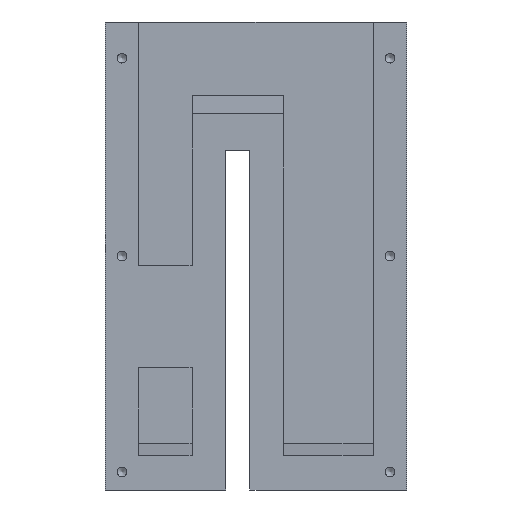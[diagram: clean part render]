
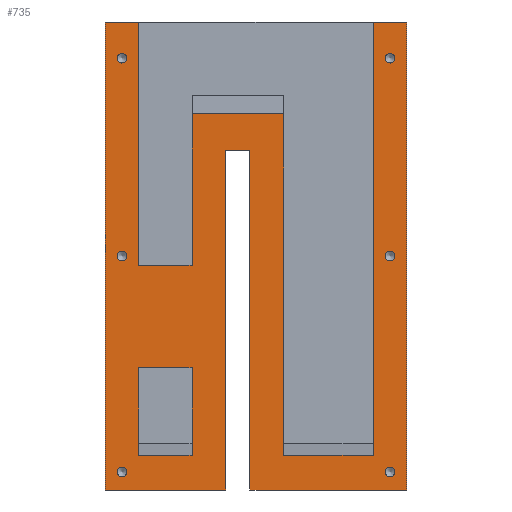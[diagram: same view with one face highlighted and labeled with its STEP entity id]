
A CAD part, left-side view. The second image highlights one B-rep face of the part: STEP entity #735.
In plain terms, the highlighted planar face has unit normal (-1, 0, 0).
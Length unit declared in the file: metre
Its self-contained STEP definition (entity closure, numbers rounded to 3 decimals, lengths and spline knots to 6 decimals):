
#17=LINE('',#1076,#77);
#20=LINE('',#1082,#80);
#22=LINE('',#1088,#82);
#23=LINE('',#1090,#83);
#40=LINE('',#1137,#100);
#43=LINE('',#1143,#103);
#45=LINE('',#1147,#105);
#47=LINE('',#1151,#107);
#50=LINE('',#1157,#110);
#53=LINE('',#1163,#113);
#54=LINE('',#1165,#114);
#55=LINE('',#1167,#115);
#59=LINE('',#1175,#119);
#61=LINE('',#1179,#121);
#63=LINE('',#1183,#123);
#64=LINE('',#1185,#124);
#67=LINE('',#1191,#127);
#69=LINE('',#1195,#129);
#70=LINE('',#1197,#130);
#71=LINE('',#1198,#131);
#77=VECTOR('',#875,1.);
#80=VECTOR('',#880,1.);
#82=VECTOR('',#886,1.);
#83=VECTOR('',#889,1.);
#100=VECTOR('',#926,1.);
#103=VECTOR('',#931,1.);
#105=VECTOR('',#935,1.);
#107=VECTOR('',#939,1.);
#110=VECTOR('',#944,1.);
#113=VECTOR('',#949,1.);
#114=VECTOR('',#952,1.);
#115=VECTOR('',#955,1.);
#119=VECTOR('',#961,1.);
#121=VECTOR('',#965,1.);
#123=VECTOR('',#969,1.);
#124=VECTOR('',#972,1.);
#127=VECTOR('',#977,1.);
#129=VECTOR('',#981,1.);
#130=VECTOR('',#984,1.);
#131=VECTOR('',#985,1.);
#168=PLANE('',#807);
#297=ORIENTED_EDGE('',*,*,#415,.T.);
#298=ORIENTED_EDGE('',*,*,#416,.T.);
#299=ORIENTED_EDGE('',*,*,#417,.T.);
#300=ORIENTED_EDGE('',*,*,#418,.T.);
#301=ORIENTED_EDGE('',*,*,#419,.T.);
#302=ORIENTED_EDGE('',*,*,#420,.T.);
#303=ORIENTED_EDGE('',*,*,#410,.T.);
#304=ORIENTED_EDGE('',*,*,#407,.T.);
#305=ORIENTED_EDGE('',*,*,#414,.F.);
#306=ORIENTED_EDGE('',*,*,#393,.F.);
#307=ORIENTED_EDGE('',*,*,#396,.F.);
#308=ORIENTED_EDGE('',*,*,#397,.T.);
#309=ORIENTED_EDGE('',*,*,#390,.T.);
#310=ORIENTED_EDGE('',*,*,#386,.F.);
#311=ORIENTED_EDGE('',*,*,#383,.T.);
#312=ORIENTED_EDGE('',*,*,#388,.T.);
#313=ORIENTED_EDGE('',*,*,#413,.F.);
#314=ORIENTED_EDGE('',*,*,#402,.F.);
#315=ORIENTED_EDGE('',*,*,#404,.T.);
#316=ORIENTED_EDGE('',*,*,#398,.T.);
#317=ORIENTED_EDGE('',*,*,#406,.F.);
#318=ORIENTED_EDGE('',*,*,#412,.F.);
#319=ORIENTED_EDGE('',*,*,#362,.T.);
#320=ORIENTED_EDGE('',*,*,#355,.F.);
#321=ORIENTED_EDGE('',*,*,#361,.F.);
#322=ORIENTED_EDGE('',*,*,#358,.F.);
#355=EDGE_CURVE('',#544,#545,#17,.T.);
#358=EDGE_CURVE('',#546,#547,#20,.T.);
#361=EDGE_CURVE('',#547,#544,#22,.T.);
#362=EDGE_CURVE('',#546,#545,#23,.T.);
#383=EDGE_CURVE('',#569,#570,#40,.T.);
#386=EDGE_CURVE('',#569,#571,#43,.T.);
#388=EDGE_CURVE('',#570,#572,#45,.T.);
#390=EDGE_CURVE('',#573,#571,#47,.T.);
#393=EDGE_CURVE('',#574,#575,#50,.T.);
#396=EDGE_CURVE('',#576,#574,#53,.T.);
#397=EDGE_CURVE('',#576,#573,#54,.T.);
#398=EDGE_CURVE('',#577,#578,#55,.T.);
#402=EDGE_CURVE('',#579,#580,#59,.T.);
#404=EDGE_CURVE('',#579,#577,#61,.T.);
#406=EDGE_CURVE('',#581,#578,#63,.T.);
#407=EDGE_CURVE('',#582,#583,#64,.T.);
#410=EDGE_CURVE('',#584,#582,#67,.T.);
#412=EDGE_CURVE('',#584,#581,#69,.T.);
#413=EDGE_CURVE('',#580,#572,#70,.T.);
#414=EDGE_CURVE('',#575,#583,#71,.T.);
#415=EDGE_CURVE('',#585,#585,#441,.T.);
#416=EDGE_CURVE('',#586,#586,#442,.T.);
#417=EDGE_CURVE('',#587,#587,#443,.T.);
#418=EDGE_CURVE('',#588,#588,#444,.T.);
#419=EDGE_CURVE('',#589,#589,#445,.T.);
#420=EDGE_CURVE('',#590,#590,#446,.T.);
#441=CIRCLE('',#808,0.002);
#442=CIRCLE('',#809,0.002);
#443=CIRCLE('',#810,0.002);
#444=CIRCLE('',#811,0.002);
#445=CIRCLE('',#812,0.002);
#446=CIRCLE('',#813,0.002);
#503=EDGE_LOOP('',(#297));
#504=EDGE_LOOP('',(#298));
#505=EDGE_LOOP('',(#299));
#506=EDGE_LOOP('',(#300));
#507=EDGE_LOOP('',(#301));
#508=EDGE_LOOP('',(#302));
#509=EDGE_LOOP('',(#303,#304,#305,#306,#307,#308,#309,#310,#311,#312,#313,
#314,#315,#316,#317,#318));
#510=EDGE_LOOP('',(#319,#320,#321,#322));
#544=VERTEX_POINT('',#1075);
#545=VERTEX_POINT('',#1077);
#546=VERTEX_POINT('',#1081);
#547=VERTEX_POINT('',#1083);
#569=VERTEX_POINT('',#1138);
#570=VERTEX_POINT('',#1139);
#571=VERTEX_POINT('',#1144);
#572=VERTEX_POINT('',#1148);
#573=VERTEX_POINT('',#1152);
#574=VERTEX_POINT('',#1156);
#575=VERTEX_POINT('',#1158);
#576=VERTEX_POINT('',#1162);
#577=VERTEX_POINT('',#1168);
#578=VERTEX_POINT('',#1169);
#579=VERTEX_POINT('',#1174);
#580=VERTEX_POINT('',#1176);
#581=VERTEX_POINT('',#1182);
#582=VERTEX_POINT('',#1186);
#583=VERTEX_POINT('',#1187);
#584=VERTEX_POINT('',#1192);
#585=VERTEX_POINT('',#1201);
#586=VERTEX_POINT('',#1203);
#587=VERTEX_POINT('',#1205);
#588=VERTEX_POINT('',#1207);
#589=VERTEX_POINT('',#1209);
#590=VERTEX_POINT('',#1211);
#663=FACE_BOUND('',#503,.T.);
#664=FACE_BOUND('',#504,.T.);
#665=FACE_BOUND('',#505,.T.);
#666=FACE_BOUND('',#506,.T.);
#667=FACE_BOUND('',#507,.T.);
#668=FACE_BOUND('',#508,.T.);
#669=FACE_BOUND('',#509,.T.);
#670=FACE_BOUND('',#510,.T.);
#735=ADVANCED_FACE('',(#663,#664,#665,#666,#667,#668,#669,#670),#168,.F.);
#807=AXIS2_PLACEMENT_3D('',#1199,#986,#987);
#808=AXIS2_PLACEMENT_3D('',#1200,#988,#989);
#809=AXIS2_PLACEMENT_3D('',#1202,#990,#991);
#810=AXIS2_PLACEMENT_3D('',#1204,#992,#993);
#811=AXIS2_PLACEMENT_3D('',#1206,#994,#995);
#812=AXIS2_PLACEMENT_3D('',#1208,#996,#997);
#813=AXIS2_PLACEMENT_3D('',#1210,#998,#999);
#875=DIRECTION('',(0.,1.,0.));
#880=DIRECTION('',(0.,-1.,0.));
#886=DIRECTION('',(0.,0.,1.));
#889=DIRECTION('',(0.,0.,1.));
#926=DIRECTION('',(0.,1.,0.));
#931=DIRECTION('',(0.,0.,1.));
#935=DIRECTION('',(0.,0.,1.));
#939=DIRECTION('',(0.,1.,0.));
#944=DIRECTION('',(0.,0.,1.));
#949=DIRECTION('',(0.,-1.,0.));
#952=DIRECTION('',(0.,0.,1.));
#955=DIRECTION('',(0.,0.,1.));
#961=DIRECTION('',(0.,0.,1.));
#965=DIRECTION('',(0.,-1.,0.));
#969=DIRECTION('',(0.,1.,0.));
#972=DIRECTION('',(0.,0.,1.));
#977=DIRECTION('',(0.,-1.,0.));
#981=DIRECTION('',(0.,0.,1.));
#984=DIRECTION('',(0.,-1.,0.));
#985=DIRECTION('',(0.,-1.,0.));
#986=DIRECTION('',(1.,0.,0.));
#987=DIRECTION('',(0.,1.,0.));
#988=DIRECTION('',(1.,0.,0.));
#989=DIRECTION('',(0.,0.,-1.));
#990=DIRECTION('',(1.,0.,0.));
#991=DIRECTION('',(0.,0.,-1.));
#992=DIRECTION('',(1.,0.,0.));
#993=DIRECTION('',(0.,0.,-1.));
#994=DIRECTION('',(1.,0.,0.));
#995=DIRECTION('',(0.,0.,-1.));
#996=DIRECTION('',(1.,0.,0.));
#997=DIRECTION('',(0.,0.,-1.));
#998=DIRECTION('',(1.,0.,0.));
#999=DIRECTION('',(0.,0.,-1.));
#1075=CARTESIAN_POINT('',(0.076,0.089,0.05681));
#1076=CARTESIAN_POINT('',(0.076,0.111,0.05681));
#1077=CARTESIAN_POINT('',(0.076,0.111,0.05681));
#1081=CARTESIAN_POINT('',(0.076,0.111,0.020594));
#1082=CARTESIAN_POINT('',(0.076,0.125,0.020594));
#1083=CARTESIAN_POINT('',(0.076,0.089,0.020594));
#1088=CARTESIAN_POINT('',(0.076,0.089,0.1));
#1090=CARTESIAN_POINT('',(0.076,0.111,0.1));
#1137=CARTESIAN_POINT('',(0.076,0.111,0.09931));
#1138=CARTESIAN_POINT('',(0.076,0.089,0.09931));
#1139=CARTESIAN_POINT('',(0.076,0.111,0.09931));
#1143=CARTESIAN_POINT('',(0.076,0.089,0.1));
#1144=CARTESIAN_POINT('',(0.076,0.089,0.161921));
#1147=CARTESIAN_POINT('',(0.076,0.111,0.1));
#1148=CARTESIAN_POINT('',(0.076,0.111,0.2));
#1151=CARTESIAN_POINT('',(0.076,0.075,0.161921));
#1152=CARTESIAN_POINT('',(0.076,0.051,0.161921));
#1156=CARTESIAN_POINT('',(0.076,0.014,0.020594));
#1157=CARTESIAN_POINT('',(0.076,0.014,0.1));
#1158=CARTESIAN_POINT('',(0.076,0.014,0.2));
#1162=CARTESIAN_POINT('',(0.076,0.051,0.020594));
#1163=CARTESIAN_POINT('',(0.076,0.065,0.020594));
#1165=CARTESIAN_POINT('',(0.076,0.051,0.1));
#1167=CARTESIAN_POINT('',(0.076,0.075,0.1));
#1168=CARTESIAN_POINT('',(0.076,0.075,0.006201));
#1169=CARTESIAN_POINT('',(0.076,0.075,0.146921));
#1174=CARTESIAN_POINT('',(0.076,0.125,0.006201));
#1175=CARTESIAN_POINT('',(0.076,0.125,0.1));
#1176=CARTESIAN_POINT('',(0.076,0.125,0.2));
#1179=CARTESIAN_POINT('',(0.076,0.125,0.006201));
#1182=CARTESIAN_POINT('',(0.076,0.065,0.146921));
#1183=CARTESIAN_POINT('',(0.076,0.075,0.146921));
#1185=CARTESIAN_POINT('',(0.076,0.,0.1));
#1186=CARTESIAN_POINT('',(0.076,0.,0.006201));
#1187=CARTESIAN_POINT('',(0.076,0.,0.2));
#1191=CARTESIAN_POINT('',(0.076,0.065,0.006201));
#1192=CARTESIAN_POINT('',(0.076,0.065,0.006201));
#1195=CARTESIAN_POINT('',(0.076,0.065,0.1));
#1197=CARTESIAN_POINT('',(0.076,0.065,0.2));
#1198=CARTESIAN_POINT('',(0.076,0.065,0.2));
#1199=CARTESIAN_POINT('',(0.076,0.,0.));
#1200=CARTESIAN_POINT('',(0.076,0.118,0.013701));
#1201=CARTESIAN_POINT('',(0.076,0.118,0.011701));
#1202=CARTESIAN_POINT('',(0.076,0.118,0.103101));
#1203=CARTESIAN_POINT('',(0.076,0.118,0.101101));
#1204=CARTESIAN_POINT('',(0.076,0.118,0.185));
#1205=CARTESIAN_POINT('',(0.076,0.118,0.183));
#1206=CARTESIAN_POINT('',(0.076,0.007,0.013701));
#1207=CARTESIAN_POINT('',(0.076,0.007,0.011701));
#1208=CARTESIAN_POINT('',(0.076,0.007,0.103101));
#1209=CARTESIAN_POINT('',(0.076,0.007,0.101101));
#1210=CARTESIAN_POINT('',(0.076,0.007,0.185));
#1211=CARTESIAN_POINT('',(0.076,0.007,0.183));
